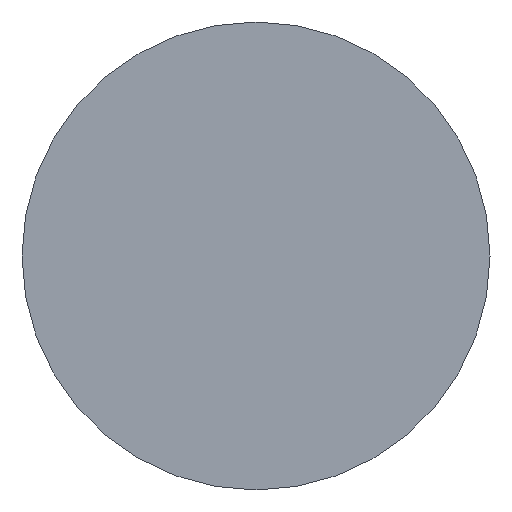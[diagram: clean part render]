
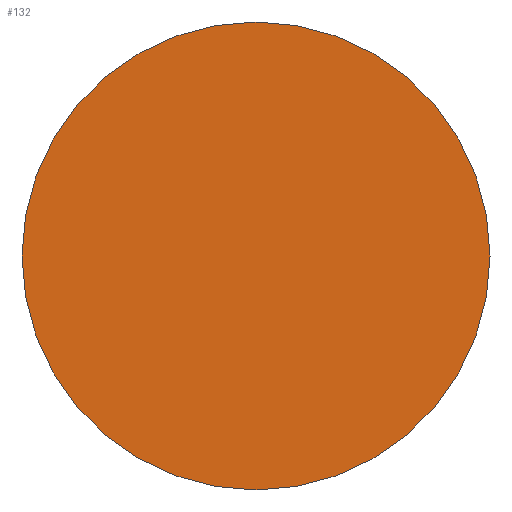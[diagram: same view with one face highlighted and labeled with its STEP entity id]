
A CAD part, front view. The second image highlights one B-rep face of the part: STEP entity #132.
In plain terms, the highlighted planar face has unit normal (0, -1, 0).
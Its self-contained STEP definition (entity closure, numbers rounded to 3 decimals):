
#35=FACE_OUTER_BOUND('',#44,.T.);
#44=EDGE_LOOP('',(#89));
#56=CIRCLE('',#162,5.5);
#63=VERTEX_POINT('',#217);
#74=EDGE_CURVE('',#63,#63,#56,.T.);
#89=ORIENTED_EDGE('',*,*,#74,.T.);
#119=PLANE('',#161);
#132=ADVANCED_FACE('',(#35),#119,.T.);
#161=AXIS2_PLACEMENT_3D('',#216,#179,#180);
#162=AXIS2_PLACEMENT_3D('',#218,#181,#182);
#179=DIRECTION('center_axis',(0.,-1.,0.));
#180=DIRECTION('ref_axis',(0.,0.,-1.));
#181=DIRECTION('center_axis',(0.,-1.,0.));
#182=DIRECTION('ref_axis',(1.,0.,0.));
#216=CARTESIAN_POINT('Origin',(2.75,0.,0.));
#217=CARTESIAN_POINT('',(-5.5,0.,0.));
#218=CARTESIAN_POINT('Origin',(0.,0.,
0.));
